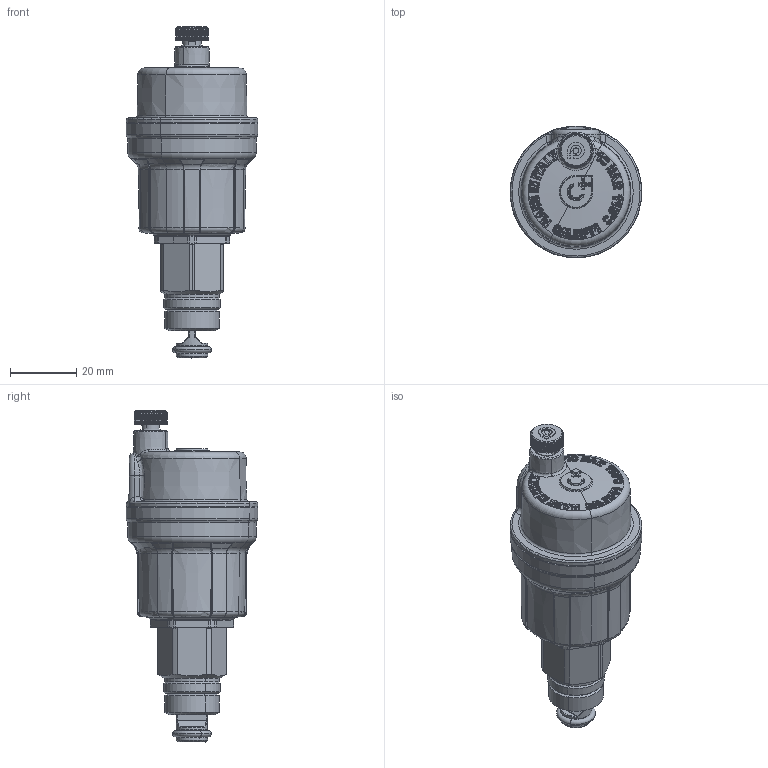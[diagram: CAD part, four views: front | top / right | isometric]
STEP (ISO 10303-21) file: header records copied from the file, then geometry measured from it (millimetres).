
FILE_DESCRIPTION(('CATIA V5 STEP Exchange','CAx-IF Rec.Pracs.--- Model Styling and Organization---1.4--- 2014-01-23','CAx-IF Rec.Pracs.---3D Tessellated Data Validation Properties---0.5---2014-09-14'),'2;1');
FILE_NAME('STEP_502730_-_TST.stp','2020-04-07T14:13:02+00:00',('none'),('none'),'CATIA Version 5-6 Release 2019 SP3','CATIA V5 STEP AP242 v1','none');
FILE_SCHEMA(('AP242_MANAGED_MODEL_BASED_3D_ENGINEERING_MIM_LF {1 0 10303 442 1 1 4}'));
Products named in the file (1): 502730 - TST
Bounding box: 39.97 x 39.97 x 100.6 mm (x, y, z)
Volume: 56567.6 mm3; surface area: 15343.2 mm2
Topology: 1 solids, 6 shells, 2494 faces, 5992 edges, 3316 vertices
Faces by surface type: bspline 842, cylinder 675, plane 500, sphere 200, cone 149, torus 128
Entity records: 120426 total; most frequent: CARTESIAN_POINT 74358, ORIENTED_EDGE 11530, EDGE_CURVE 5765, DIRECTION 5616, VERTEX_POINT 3316, B_SPLINE_CURVE_WITH_KNOTS 2993, AXIS2_PLACEMENT_3D 2802, EDGE_LOOP 2543
